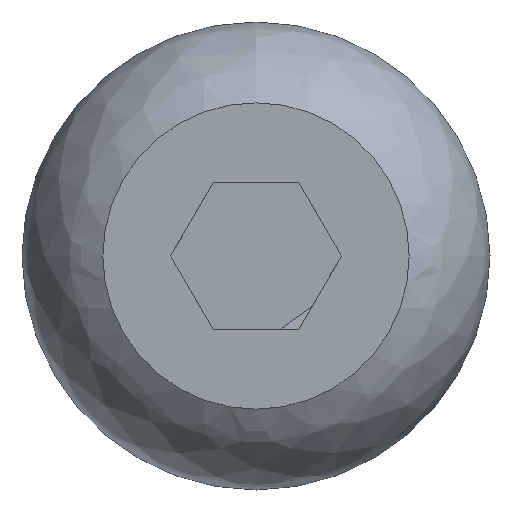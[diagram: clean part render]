
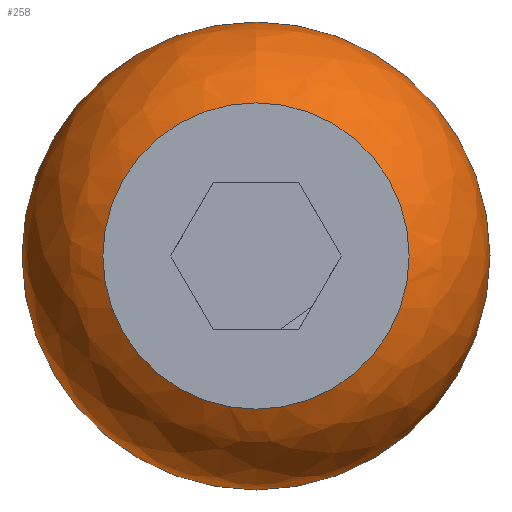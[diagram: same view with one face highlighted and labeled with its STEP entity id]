
A CAD part, left-side view. The second image highlights one B-rep face of the part: STEP entity #258.
In plain terms, the highlighted free-form (B-spline) face has degree [2, 2] with [3, 9] control points.
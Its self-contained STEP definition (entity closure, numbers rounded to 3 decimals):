
#24=CIRCLE('',#298,4.75);
#25=CIRCLE('',#299,3.125);
#26=CIRCLE('',#300,3.109);
#36=(
BOUNDED_SURFACE()
B_SPLINE_SURFACE(2,2,((#444,#445,#446,#447,#448,#449,#450,#451,#452),(#453,
#454,#455,#456,#457,#458,#459,#460,#461),(#462,#463,#464,#465,#466,#467,
#468,#469,#470)),.UNSPECIFIED.,.F.,.T.,.F.)
B_SPLINE_SURFACE_WITH_KNOTS((3,3),(3,2,2,2,3),(-1.076,0.),
(-3.142,-1.571,0.,1.571,3.142),
 .UNSPECIFIED.)
GEOMETRIC_REPRESENTATION_ITEM()
RATIONAL_B_SPLINE_SURFACE(((1.,0.707,1.,0.707,1.,
0.707,1.,0.707,1.),(0.859,0.607,
0.859,0.607,0.859,0.607,0.859,
0.607,0.859),(1.,0.707,1.,0.707,
1.,0.707,1.,0.707,1.)))
REPRESENTATION_ITEM('')
SURFACE()
);
#43=FACE_OUTER_BOUND('',#60,.T.);
#60=EDGE_LOOP('',(#196,#197,#198,#199));
#126=VERTEX_POINT('',#471);
#127=VERTEX_POINT('',#473);
#155=EDGE_CURVE('',#126,#126,#24,.T.);
#156=EDGE_CURVE('',#126,#127,#25,.T.);
#157=EDGE_CURVE('',#127,#127,#26,.T.);
#196=ORIENTED_EDGE('',*,*,#155,.F.);
#197=ORIENTED_EDGE('',*,*,#156,.T.);
#198=ORIENTED_EDGE('',*,*,#157,.T.);
#199=ORIENTED_EDGE('',*,*,#156,.F.);
#258=ADVANCED_FACE('',(#43),#36,.F.);
#298=AXIS2_PLACEMENT_3D('',#472,#346,#347);
#299=AXIS2_PLACEMENT_3D('',#474,#348,#349);
#300=AXIS2_PLACEMENT_3D('',#475,#350,#351);
#346=DIRECTION('center_axis',(1.,0.,0.));
#347=DIRECTION('ref_axis',(0.,1.,0.));
#348=DIRECTION('center_axis',(0.,-1.,0.));
#349=DIRECTION('ref_axis',(0.,0.,1.));
#350=DIRECTION('center_axis',(1.,0.,0.));
#351=DIRECTION('ref_axis',(0.,1.,0.));
#444=CARTESIAN_POINT('Ctrl Pts',(-2.75,0.,3.109));
#445=CARTESIAN_POINT('Ctrl Pts',(-2.75,-3.109,3.109));
#446=CARTESIAN_POINT('Ctrl Pts',(-2.75,-3.109,0.));
#447=CARTESIAN_POINT('Ctrl Pts',(-2.75,-3.109,-3.109));
#448=CARTESIAN_POINT('Ctrl Pts',(-2.75,0.,-3.109));
#449=CARTESIAN_POINT('Ctrl Pts',(-2.75,3.109,-3.109));
#450=CARTESIAN_POINT('Ctrl Pts',(-2.75,3.109,0.));
#451=CARTESIAN_POINT('Ctrl Pts',(-2.75,3.109,3.109));
#452=CARTESIAN_POINT('Ctrl Pts',(-2.75,0.,3.109));
#453=CARTESIAN_POINT('Ctrl Pts',(-1.864,0.,
4.75));
#454=CARTESIAN_POINT('Ctrl Pts',(-1.864,-4.75,4.75));
#455=CARTESIAN_POINT('Ctrl Pts',(-1.864,-4.75,0.));
#456=CARTESIAN_POINT('Ctrl Pts',(-1.864,-4.75,-4.75));
#457=CARTESIAN_POINT('Ctrl Pts',(-1.864,0.,
-4.75));
#458=CARTESIAN_POINT('Ctrl Pts',(-1.864,4.75,-4.75));
#459=CARTESIAN_POINT('Ctrl Pts',(-1.864,4.75,0.));
#460=CARTESIAN_POINT('Ctrl Pts',(-1.864,4.75,4.75));
#461=CARTESIAN_POINT('Ctrl Pts',(-1.864,0.,
4.75));
#462=CARTESIAN_POINT('Ctrl Pts',(0.,0.,
4.75));
#463=CARTESIAN_POINT('Ctrl Pts',(0.,-4.75,4.75));
#464=CARTESIAN_POINT('Ctrl Pts',(0.,-4.75,0.));
#465=CARTESIAN_POINT('Ctrl Pts',(0.,-4.75,-4.75));
#466=CARTESIAN_POINT('Ctrl Pts',(0.,0.,
-4.75));
#467=CARTESIAN_POINT('Ctrl Pts',(0.,4.75,-4.75));
#468=CARTESIAN_POINT('Ctrl Pts',(0.,4.75,0.));
#469=CARTESIAN_POINT('Ctrl Pts',(0.,4.75,4.75));
#470=CARTESIAN_POINT('Ctrl Pts',(0.,0.,
4.75));
#471=CARTESIAN_POINT('',(0.,0.,4.75));
#472=CARTESIAN_POINT('Origin',(0.,0.,
0.));
#473=CARTESIAN_POINT('',(-2.75,0.,3.109));
#474=CARTESIAN_POINT('Origin',(0.,0.,
1.625));
#475=CARTESIAN_POINT('Origin',(-2.75,0.,0.));
